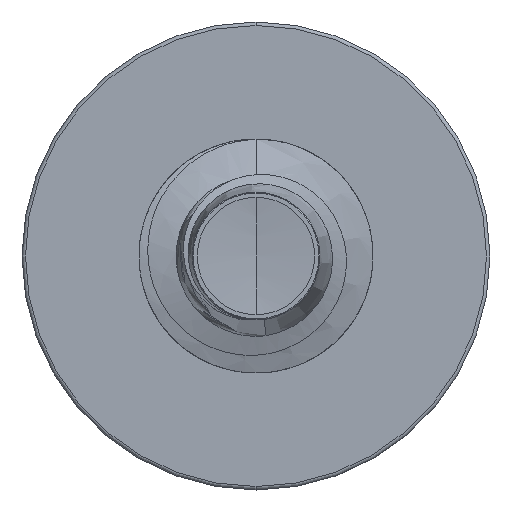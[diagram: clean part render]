
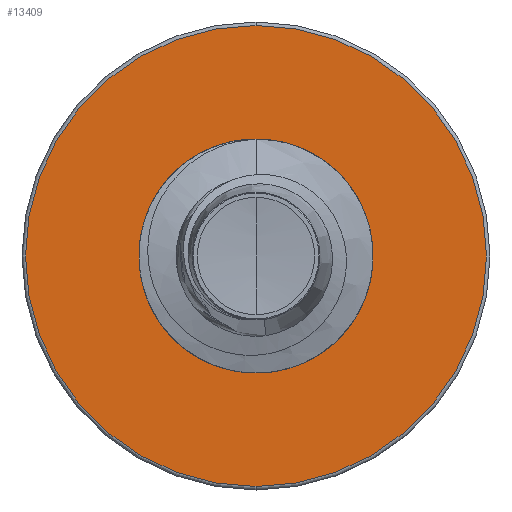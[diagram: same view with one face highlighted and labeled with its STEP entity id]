
A CAD part, front view. The second image highlights one B-rep face of the part: STEP entity #13409.
In plain terms, the highlighted planar face has unit normal (0, -1, 0).
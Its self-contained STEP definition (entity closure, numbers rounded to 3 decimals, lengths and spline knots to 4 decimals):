
#9 = FACE_BOUND ( 'NONE', #17276, .T. ) ;
#46 = DIRECTION ( 'NONE',  ( 0., 1., 0. ) ) ;
#317 = AXIS2_PLACEMENT_3D ( 'NONE', #25135, #13692, #26609 ) ;
#663 = DIRECTION ( 'NONE',  ( 0., 0., 1. ) ) ;
#707 = DIRECTION ( 'NONE',  ( 0., 1., 0. ) ) ;
#749 = CARTESIAN_POINT ( 'NONE',  ( 0., 25., 0. ) ) ;
#1208 = CARTESIAN_POINT ( 'NONE',  ( 0., 25., 1.9888 ) ) ;
#2677 = AXIS2_PLACEMENT_3D ( 'NONE', #16141, #46, #18341 ) ;
#2859 = ORIENTED_EDGE ( 'NONE', *, *, #27015, .T. ) ;
#3199 = CIRCLE ( 'NONE', #317, 1.9888 ) ;
#4383 = FACE_OUTER_BOUND ( 'NONE', #27828, .T. ) ;
#4673 = DIRECTION ( 'NONE',  ( 0., 0., 1. ) ) ;
#4709 = DIRECTION ( 'NONE',  ( 0., 1., 0. ) ) ;
#4750 = CARTESIAN_POINT ( 'NONE',  ( 0., 25., 0. ) ) ;
#5103 = VERTEX_POINT ( 'NONE', #10195 ) ;
#6276 = DIRECTION ( 'NONE',  ( 0., 0., 1. ) ) ;
#6282 = DIRECTION ( 'NONE',  ( 0., 1., 0. ) ) ;
#6330 = PLANE ( 'NONE',  #15967 ) ;
#6971 = CARTESIAN_POINT ( 'NONE',  ( 0., 25., -1.9888 ) ) ;
#8933 = AXIS2_PLACEMENT_3D ( 'NONE', #749, #707, #663 ) ;
#9162 = VERTEX_POINT ( 'NONE', #13305 ) ;
#9300 = AXIS2_PLACEMENT_3D ( 'NONE', #4750, #4709, #4673 ) ;
#9535 = CARTESIAN_POINT ( 'NONE',  ( 0., 25., -3.94 ) ) ;
#10195 = CARTESIAN_POINT ( 'NONE',  ( 0., 25., -1.9888 ) ) ;
#11926 = VERTEX_POINT ( 'NONE', #9535 ) ;
#13305 = CARTESIAN_POINT ( 'NONE',  ( 0., 25., 3.94 ) ) ;
#13409 = ADVANCED_FACE ( 'NONE', ( #4383, #9 ), #6330, .F. ) ;
#13431 = CIRCLE ( 'NONE', #2677, 3.94 ) ;
#13692 = DIRECTION ( 'NONE',  ( 0., 1., 0. ) ) ;
#15967 = AXIS2_PLACEMENT_3D ( 'NONE', #6971, #6282, #6276 ) ;
#16063 = ORIENTED_EDGE ( 'NONE', *, *, #25983, .F. ) ;
#16067 = CIRCLE ( 'NONE', #9300, 1.9888 ) ;
#16141 = CARTESIAN_POINT ( 'NONE',  ( 0., 25., 0. ) ) ;
#17276 = EDGE_LOOP ( 'NONE', ( #25689, #2859 ) ) ;
#18341 = DIRECTION ( 'NONE',  ( 0., 0., 1. ) ) ;
#21572 = ORIENTED_EDGE ( 'NONE', *, *, #21836, .F. ) ;
#21669 = EDGE_CURVE ( 'NONE', #21825, #5103, #16067, .T. ) ;
#21825 = VERTEX_POINT ( 'NONE', #1208 ) ;
#21836 = EDGE_CURVE ( 'NONE', #11926, #9162, #24726, .T. ) ;
#24726 = CIRCLE ( 'NONE', #8933, 3.94 ) ;
#25135 = CARTESIAN_POINT ( 'NONE',  ( 0., 25., 0. ) ) ;
#25689 = ORIENTED_EDGE ( 'NONE', *, *, #21669, .T. ) ;
#25983 = EDGE_CURVE ( 'NONE', #9162, #11926, #13431, .T. ) ;
#26609 = DIRECTION ( 'NONE',  ( 0., 0., 1. ) ) ;
#27015 = EDGE_CURVE ( 'NONE', #5103, #21825, #3199, .T. ) ;
#27828 = EDGE_LOOP ( 'NONE', ( #16063, #21572 ) ) ;
